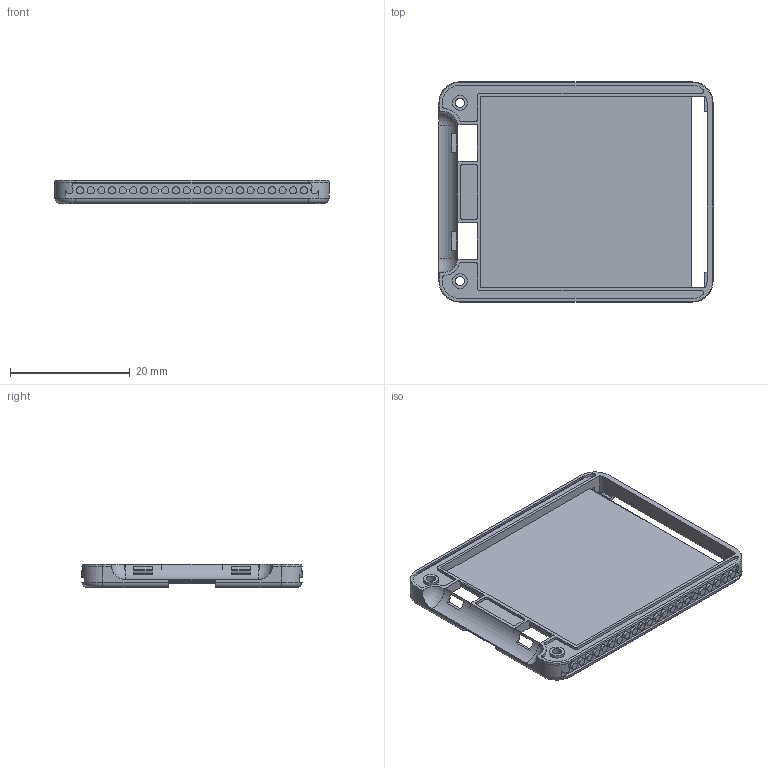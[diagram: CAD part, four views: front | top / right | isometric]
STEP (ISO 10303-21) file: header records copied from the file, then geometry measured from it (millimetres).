
FILE_DESCRIPTION(('HOOPS Exchange Step'),'2;1');
FILE_NAME('temp_export','2025-12-08T08:57:56-13:00',('sanyamsaharan'),('Shapr3D Limited'),'HOOPS Exchange 2025.7','Shapr3D','Authorized');
FILE_SCHEMA( ('AP242_MANAGED_MODEL_BASED_3D_ENGINEERING_MIM_LF {1 0 10303 442 1 1 4}') );
Length unit declared in the file: millimetre
Products named in the file (1): main case (E-ink)
Bounding box: 45.84 x 36.8 x 3.85 mm (x, y, z)
Volume: 1173.1 mm3; surface area: 4484.5 mm2
Topology: 1 solids, 1 shells, 274 faces, 749 edges, 523 vertices
Faces by surface type: plane 133, cylinder 129, torus 10, bspline 2
Full cylindrical faces by diameter (mm): 1.2 x44, 1.5 x2, 2.5 x2
Entity records: 9267 total; most frequent: CARTESIAN_POINT 1872, DIRECTION 1628, ORIENTED_EDGE 1498, EDGE_CURVE 749, AXIS2_PLACEMENT_3D 632, VERTEX_POINT 523, VECTOR 364, LINE 364
